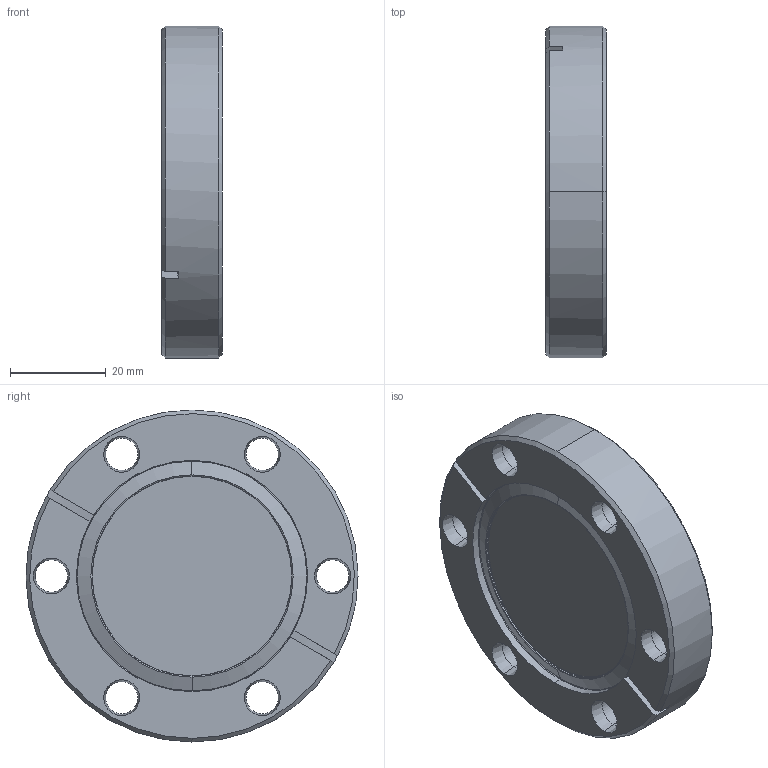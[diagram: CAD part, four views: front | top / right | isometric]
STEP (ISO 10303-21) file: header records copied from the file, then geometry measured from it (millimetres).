
FILE_DESCRIPTION (( 'STEP AP214' ), '1' );
FILE_NAME ('110008.STEP', '2024-02-04T16:04:28', ( '' ), ( '' ), 'SwSTEP 2.0', 'SolidWorks 2022', '' );
FILE_SCHEMA (( 'AUTOMOTIVE_DESIGN' ));
Length unit declared in the file: inch
Products named in the file (1): 110008
Bounding box: 12.7 x 69.34 x 69.34 mm (x, y, z)
Volume: 42528 mm3; surface area: 11703.7 mm2
Topology: 1 solids, 1 shells, 65 faces, 152 edges, 89 vertices
Faces by surface type: cone 31, cylinder 20, plane 8, torus 6
Entity records: 1927 total; most frequent: DIRECTION 361, CARTESIAN_POINT 331, ORIENTED_EDGE 304, EDGE_CURVE 152, AXIS2_PLACEMENT_3D 151, VERTEX_POINT 89, CIRCLE 85, EDGE_LOOP 77
